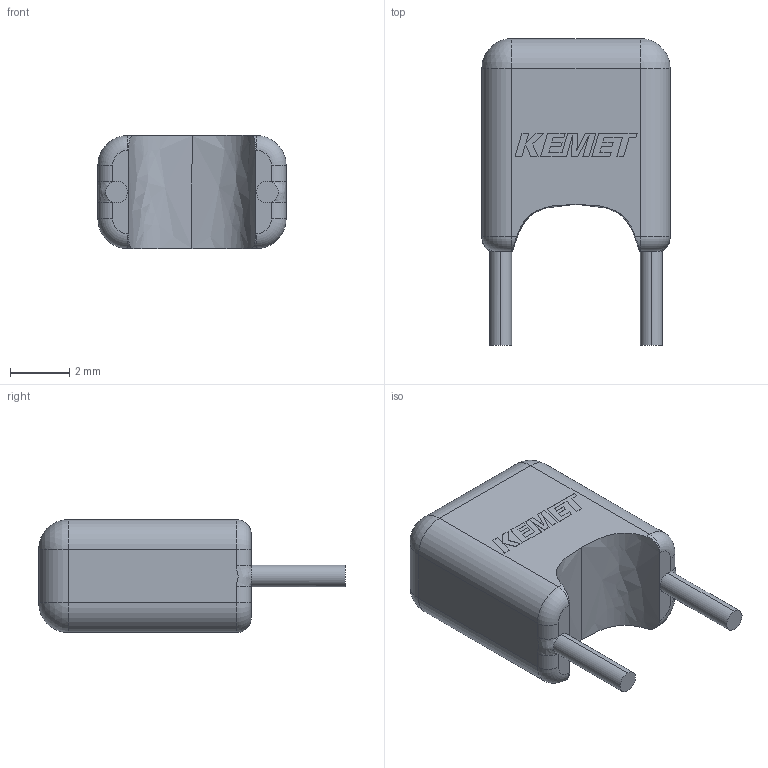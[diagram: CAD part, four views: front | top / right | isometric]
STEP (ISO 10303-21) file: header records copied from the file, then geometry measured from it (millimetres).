
FILE_DESCRIPTION (( 'STEP AP214' ), '1' );
FILE_NAME ('CCRM_RCST_HV10_L6.35H5.59T3.81S4.32LL31.75F0.737.STEP', '2024-07-10T20:47:44', ( '' ), ( '' ), 'SwSTEP 2.0', 'SolidWorks 2021', '' );
FILE_SCHEMA (( 'AUTOMOTIVE_DESIGN' ));
Length unit declared in the file: millimetre
Products named in the file (1): CCRM_RCST_HV10_L6.35H5.59T3.81S4.32LL31.75F0.737
Bounding box: 6.35 x 10.35 x 3.81 mm (x, y, z)
Volume: 144.8 mm3; surface area: 183.4 mm2
Topology: 4 solids, 4 shells, 98 faces, 250 edges, 156 vertices
Faces by surface type: plane 66, cylinder 20, bspline 4, sphere 4, torus 4
Entity records: 4157 total; most frequent: CARTESIAN_POINT 671, ORIENTED_EDGE 492, DIRECTION 470, EDGE_CURVE 246, VECTOR 192, LINE 192, VERTEX_POINT 156, AXIS2_PLACEMENT_3D 139
